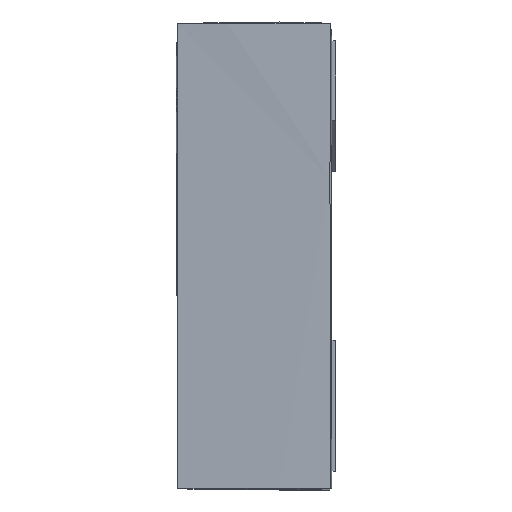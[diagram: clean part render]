
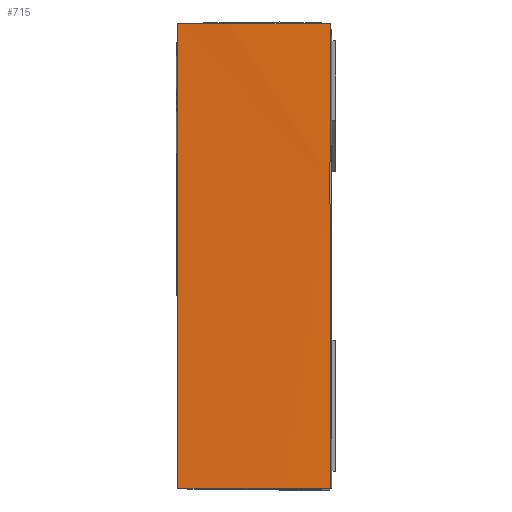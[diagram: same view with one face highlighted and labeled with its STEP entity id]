
A CAD part, left-side view. The second image highlights one B-rep face of the part: STEP entity #715.
In plain terms, the highlighted planar face has unit normal (-1, 0, 0).
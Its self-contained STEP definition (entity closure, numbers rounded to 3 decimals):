
#11 = EDGE_CURVE ( 'NONE', #475, #1495, #1046, .T. ) ;
#16 = DIRECTION ( 'NONE',  ( 0., 0., 1. ) ) ;
#126 = ORIENTED_EDGE ( 'NONE', *, *, #1105, .F. ) ;
#150 = CARTESIAN_POINT ( 'NONE',  ( -0.503, 0.03, 3.765 ) ) ;
#170 = CARTESIAN_POINT ( 'NONE',  ( -0.503, 0.85, 1.275 ) ) ;
#173 = PLANE ( 'NONE',  #995 ) ;
#213 = CARTESIAN_POINT ( 'NONE',  ( -0.496, 0.026, 1.271 ) ) ;
#257 = CARTESIAN_POINT ( 'NONE',  ( -0.497, 0.844, 3.758 ) ) ;
#284 = LINE ( 'NONE', #802, #461 ) ;
#341 = VERTEX_POINT ( 'NONE', #1265 ) ;
#348 = VECTOR ( 'NONE', #1310, 1000. ) ;
#461 = VECTOR ( 'NONE', #806, 1000. ) ;
#475 = VERTEX_POINT ( 'NONE', #821 ) ;
#532 = DIRECTION ( 'NONE',  ( 0., 0., -1. ) ) ;
#640 = DIRECTION ( 'NONE',  ( 1., 0., 0. ) ) ;
#697 = VECTOR ( 'NONE', #1079, 1000. ) ;
#715 = ADVANCED_FACE ( 'NONE', ( #960 ), #173, .F. ) ;
#747 = VECTOR ( 'NONE', #16, 1000. ) ;
#763 = CARTESIAN_POINT ( 'NONE',  ( -0.503, 0.85, 3.765 ) ) ;
#802 = CARTESIAN_POINT ( 'NONE',  ( -0.503, 0.85, 3.755 ) ) ;
#806 = DIRECTION ( 'NONE',  ( 0., -1., 0. ) ) ;
#810 = LINE ( 'NONE', #170, #697 ) ;
#820 = ORIENTED_EDGE ( 'NONE', *, *, #11, .F. ) ;
#821 = CARTESIAN_POINT ( 'NONE',  ( -0.497, 0.843, 1.272 ) ) ;
#864 = VERTEX_POINT ( 'NONE', #213 ) ;
#960 = FACE_OUTER_BOUND ( 'NONE', #1396, .T. ) ;
#995 = AXIS2_PLACEMENT_3D ( 'NONE', #763, #640, #532 ) ;
#1046 = LINE ( 'NONE', #1156, #747 ) ;
#1076 = EDGE_CURVE ( 'NONE', #864, #475, #810, .T. ) ;
#1079 = DIRECTION ( 'NONE',  ( 0., 1., 0. ) ) ;
#1105 = EDGE_CURVE ( 'NONE', #341, #864, #1422, .T. ) ;
#1124 = ORIENTED_EDGE ( 'NONE', *, *, #1358, .F. ) ;
#1156 = CARTESIAN_POINT ( 'NONE',  ( -0.503, 0.84, 2.515 ) ) ;
#1265 = CARTESIAN_POINT ( 'NONE',  ( -0.497, 0.027, 3.759 ) ) ;
#1288 = ORIENTED_EDGE ( 'NONE', *, *, #1076, .F. ) ;
#1310 = DIRECTION ( 'NONE',  ( 0., 0., -1. ) ) ;
#1358 = EDGE_CURVE ( 'NONE', #1495, #341, #284, .T. ) ;
#1396 = EDGE_LOOP ( 'NONE', ( #1124, #820, #1288, #126 ) ) ;
#1422 = LINE ( 'NONE', #150, #348 ) ;
#1495 = VERTEX_POINT ( 'NONE', #257 ) ;
